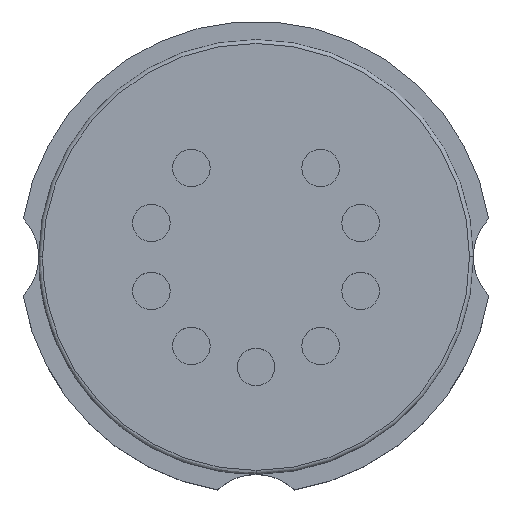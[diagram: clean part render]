
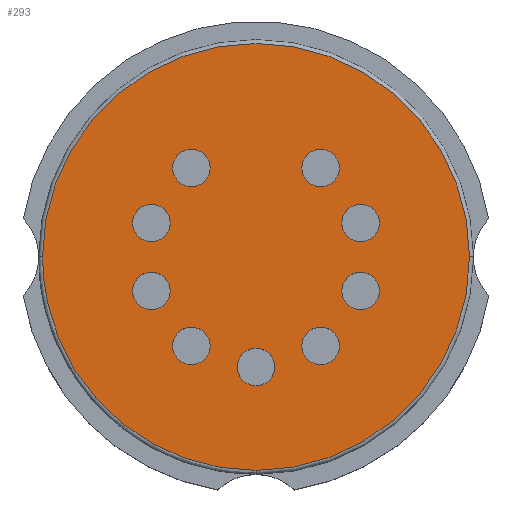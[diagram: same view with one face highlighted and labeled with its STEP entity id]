
A CAD part, top view. The second image highlights one B-rep face of the part: STEP entity #293.
In plain terms, the highlighted planar face has unit normal (0, 0, 1).
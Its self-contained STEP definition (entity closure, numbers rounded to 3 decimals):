
#94 = VERTEX_POINT('',#95);
#95 = CARTESIAN_POINT('',(-8.043,-4.81,11.03));
#104 = VERTEX_POINT('',#105);
#105 = CARTESIAN_POINT('',(15.032,-4.81,11.03));
#112 = EDGE_CURVE('',#94,#104,#113,.T.);
#113 = CIRCLE('',#114,11.538);
#114 = AXIS2_PLACEMENT_3D('',#115,#116,#117);
#115 = CARTESIAN_POINT('',(3.494,-4.81,11.03));
#116 = DIRECTION('',(0.,0.,-1.));
#117 = DIRECTION('',(-1.,0.,0.));
#162 = VERTEX_POINT('',#163);
#163 = CARTESIAN_POINT('',(3.494,-16.347,11.03));
#170 = EDGE_CURVE('',#162,#94,#171,.T.);
#171 = ( BOUNDED_CURVE() B_SPLINE_CURVE(7,(#172,#173,#174,#175,#176,#177
,#178,#179),.UNSPECIFIED.,.F.,.F.) B_SPLINE_CURVE_WITH_KNOTS((8,8),(
73.827,92.284),.PIECEWISE_BEZIER_KNOTS.) CURVE()
GEOMETRIC_REPRESENTATION_ITEM() RATIONAL_B_SPLINE_CURVE((1.,1.,1.,1.,1.,
1.,1.,1.)) REPRESENTATION_ITEM('') );
#172 = CARTESIAN_POINT('',(3.494,-16.347,11.03));
#173 = CARTESIAN_POINT('',(0.905,-16.347,11.03));
#174 = CARTESIAN_POINT('',(-1.684,-15.669,11.03));
#175 = CARTESIAN_POINT('',(-4.06,-14.314,11.03));
#176 = CARTESIAN_POINT('',(-6.01,-12.364,11.03));
#177 = CARTESIAN_POINT('',(-7.365,-9.988,11.03));
#178 = CARTESIAN_POINT('',(-8.043,-7.399,11.03));
#179 = CARTESIAN_POINT('',(-8.043,-4.81,11.03));
#248 = EDGE_CURVE('',#104,#162,#249,.T.);
#249 = CIRCLE('',#250,11.538);
#250 = AXIS2_PLACEMENT_3D('',#251,#252,#253);
#251 = CARTESIAN_POINT('',(3.494,-4.81,11.03));
#252 = DIRECTION('',(0.,0.,-1.));
#253 = DIRECTION('',(1.,0.,0.));
#293 = ADVANCED_FACE('',(#294,#299,#310,#321,#332,#343,#354,#365,#376,
#387),#398,.T.);
#294 = FACE_BOUND('',#295,.T.);
#295 = EDGE_LOOP('',(#296,#297,#298));
#296 = ORIENTED_EDGE('',*,*,#112,.F.);
#297 = ORIENTED_EDGE('',*,*,#170,.F.);
#298 = ORIENTED_EDGE('',*,*,#248,.F.);
#299 = FACE_BOUND('',#300,.T.);
#300 = EDGE_LOOP('',(#301));
#301 = ORIENTED_EDGE('',*,*,#302,.T.);
#302 = EDGE_CURVE('',#303,#303,#305,.T.);
#303 = VERTEX_POINT('',#304);
#304 = CARTESIAN_POINT('',(8.005,-9.619,11.03));
#305 = CIRCLE('',#306,1.016);
#306 = AXIS2_PLACEMENT_3D('',#307,#308,#309);
#307 = CARTESIAN_POINT('',(6.989,-9.619,11.03));
#308 = DIRECTION('',(0.,0.,-1.));
#309 = DIRECTION('',(1.,0.,0.));
#310 = FACE_BOUND('',#311,.T.);
#311 = EDGE_LOOP('',(#312));
#312 = ORIENTED_EDGE('',*,*,#313,.T.);
#313 = EDGE_CURVE('',#314,#314,#316,.T.);
#314 = VERTEX_POINT('',#315);
#315 = CARTESIAN_POINT('',(4.51,-10.755,11.03));
#316 = CIRCLE('',#317,1.016);
#317 = AXIS2_PLACEMENT_3D('',#318,#319,#320);
#318 = CARTESIAN_POINT('',(3.494,-10.755,11.03));
#319 = DIRECTION('',(0.,0.,-1.));
#320 = DIRECTION('',(1.,0.,0.));
#321 = FACE_BOUND('',#322,.T.);
#322 = EDGE_LOOP('',(#323));
#323 = ORIENTED_EDGE('',*,*,#324,.T.);
#324 = EDGE_CURVE('',#325,#325,#327,.T.);
#325 = VERTEX_POINT('',#326);
#326 = CARTESIAN_POINT('',(1.016,-9.619,11.03));
#327 = CIRCLE('',#328,1.016);
#328 = AXIS2_PLACEMENT_3D('',#329,#330,#331);
#329 = CARTESIAN_POINT('',(0.,-9.619,11.03));
#330 = DIRECTION('',(0.,0.,-1.));
#331 = DIRECTION('',(1.,0.,0.));
#332 = FACE_BOUND('',#333,.T.);
#333 = EDGE_LOOP('',(#334));
#334 = ORIENTED_EDGE('',*,*,#335,.T.);
#335 = EDGE_CURVE('',#336,#336,#338,.T.);
#336 = VERTEX_POINT('',#337);
#337 = CARTESIAN_POINT('',(-1.144,-6.647,11.03));
#338 = CIRCLE('',#339,1.016);
#339 = AXIS2_PLACEMENT_3D('',#340,#341,#342);
#340 = CARTESIAN_POINT('',(-2.16,-6.647,11.03));
#341 = DIRECTION('',(0.,0.,-1.));
#342 = DIRECTION('',(1.,0.,0.));
#343 = FACE_BOUND('',#344,.T.);
#344 = EDGE_LOOP('',(#345));
#345 = ORIENTED_EDGE('',*,*,#346,.T.);
#346 = EDGE_CURVE('',#347,#347,#349,.T.);
#347 = VERTEX_POINT('',#348);
#348 = CARTESIAN_POINT('',(-1.144,-2.973,11.03));
#349 = CIRCLE('',#350,1.016);
#350 = AXIS2_PLACEMENT_3D('',#351,#352,#353);
#351 = CARTESIAN_POINT('',(-2.16,-2.973,11.03));
#352 = DIRECTION('',(0.,0.,-1.));
#353 = DIRECTION('',(1.,0.,0.));
#354 = FACE_BOUND('',#355,.T.);
#355 = EDGE_LOOP('',(#356));
#356 = ORIENTED_EDGE('',*,*,#357,.T.);
#357 = EDGE_CURVE('',#358,#358,#360,.T.);
#358 = VERTEX_POINT('',#359);
#359 = CARTESIAN_POINT('',(10.164,-2.973,11.03));
#360 = CIRCLE('',#361,1.016);
#361 = AXIS2_PLACEMENT_3D('',#362,#363,#364);
#362 = CARTESIAN_POINT('',(9.148,-2.973,11.03));
#363 = DIRECTION('',(0.,0.,-1.));
#364 = DIRECTION('',(1.,0.,0.));
#365 = FACE_BOUND('',#366,.T.);
#366 = EDGE_LOOP('',(#367));
#367 = ORIENTED_EDGE('',*,*,#368,.T.);
#368 = EDGE_CURVE('',#369,#369,#371,.T.);
#369 = VERTEX_POINT('',#370);
#370 = CARTESIAN_POINT('',(10.164,-6.647,11.03));
#371 = CIRCLE('',#372,1.016);
#372 = AXIS2_PLACEMENT_3D('',#373,#374,#375);
#373 = CARTESIAN_POINT('',(9.148,-6.647,11.03));
#374 = DIRECTION('',(0.,0.,-1.));
#375 = DIRECTION('',(1.,0.,0.));
#376 = FACE_BOUND('',#377,.T.);
#377 = EDGE_LOOP('',(#378));
#378 = ORIENTED_EDGE('',*,*,#379,.T.);
#379 = EDGE_CURVE('',#380,#380,#382,.T.);
#380 = VERTEX_POINT('',#381);
#381 = CARTESIAN_POINT('',(8.005,0.,11.03));
#382 = CIRCLE('',#383,1.016);
#383 = AXIS2_PLACEMENT_3D('',#384,#385,#386);
#384 = CARTESIAN_POINT('',(6.989,0.,11.03));
#385 = DIRECTION('',(0.,0.,-1.));
#386 = DIRECTION('',(1.,0.,0.));
#387 = FACE_BOUND('',#388,.T.);
#388 = EDGE_LOOP('',(#389));
#389 = ORIENTED_EDGE('',*,*,#390,.T.);
#390 = EDGE_CURVE('',#391,#391,#393,.T.);
#391 = VERTEX_POINT('',#392);
#392 = CARTESIAN_POINT('',(1.016,0.,11.03));
#393 = CIRCLE('',#394,1.016);
#394 = AXIS2_PLACEMENT_3D('',#395,#396,#397);
#395 = CARTESIAN_POINT('',(0.,0.,11.03));
#396 = DIRECTION('',(0.,0.,-1.));
#397 = DIRECTION('',(1.,0.,0.));
#398 = PLANE('',#399);
#399 = AXIS2_PLACEMENT_3D('',#400,#401,#402);
#400 = CARTESIAN_POINT('',(3.494,-4.81,11.03));
#401 = DIRECTION('',(0.,0.,1.));
#402 = DIRECTION('',(1.,0.,0.));
